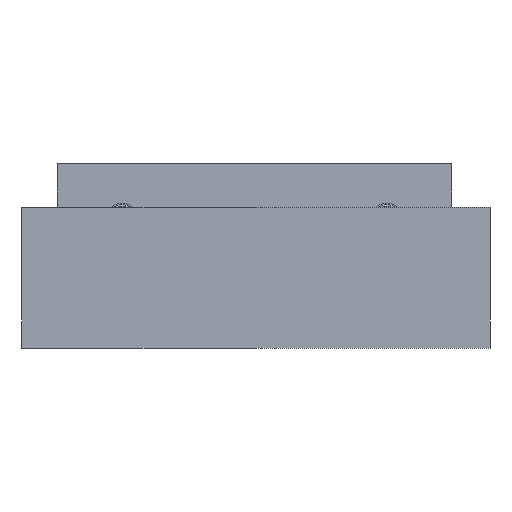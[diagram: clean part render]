
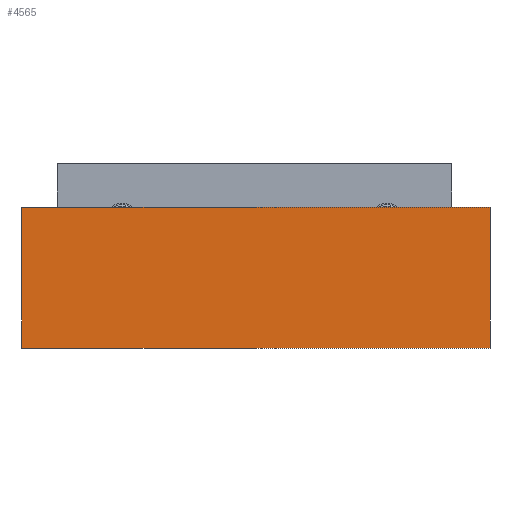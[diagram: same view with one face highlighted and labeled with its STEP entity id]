
A CAD part, front view. The second image highlights one B-rep face of the part: STEP entity #4565.
In plain terms, the highlighted planar face has unit normal (0, -1, 0).
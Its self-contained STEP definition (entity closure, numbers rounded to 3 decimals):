
#22 = ORIENTED_EDGE ( 'NONE', *, *, #4660, .T. ) ;
#297 = CARTESIAN_POINT ( 'NONE',  ( 0., 0., 0. ) ) ;
#405 = AXIS2_PLACEMENT_3D ( 'NONE', #2204, #1604, #1646 ) ;
#464 = VERTEX_POINT ( 'NONE', #4634 ) ;
#583 = DIRECTION ( 'NONE',  ( 0., 0., -1. ) ) ;
#605 = EDGE_CURVE ( 'NONE', #464, #2670, #2253, .T. ) ;
#1111 = VERTEX_POINT ( 'NONE', #4509 ) ;
#1118 = LINE ( 'NONE', #1771, #4263 ) ;
#1604 = DIRECTION ( 'NONE',  ( 0., 1., 0. ) ) ;
#1646 = DIRECTION ( 'NONE',  ( 0., 0., 1. ) ) ;
#1650 = EDGE_CURVE ( 'NONE', #1804, #1111, #1118, .T. ) ;
#1771 = CARTESIAN_POINT ( 'NONE',  ( 83., 0., 25. ) ) ;
#1804 = VERTEX_POINT ( 'NONE', #5547 ) ;
#2059 = PLANE ( 'NONE',  #405 ) ;
#2146 = EDGE_LOOP ( 'NONE', ( #22, #6468, #4596, #2694 ) ) ;
#2204 = CARTESIAN_POINT ( 'NONE',  ( 0., 0., 25. ) ) ;
#2253 = LINE ( 'NONE', #5813, #2259 ) ;
#2259 = VECTOR ( 'NONE', #583, 1000. ) ;
#2610 = DIRECTION ( 'NONE',  ( 1., 0., 0. ) ) ;
#2652 = FACE_OUTER_BOUND ( 'NONE', #2146, .T. ) ;
#2670 = VERTEX_POINT ( 'NONE', #5798 ) ;
#2694 = ORIENTED_EDGE ( 'NONE', *, *, #605, .T. ) ;
#3303 = DIRECTION ( 'NONE',  ( 1., 0., 0. ) ) ;
#3417 = DIRECTION ( 'NONE',  ( 0., 0., -1. ) ) ;
#4046 = CARTESIAN_POINT ( 'NONE',  ( 0., 0., 25. ) ) ;
#4263 = VECTOR ( 'NONE', #3417, 1000. ) ;
#4509 = CARTESIAN_POINT ( 'NONE',  ( 83., 0., 0. ) ) ;
#4565 = ADVANCED_FACE ( 'NONE', ( #2652 ), #2059, .F. ) ;
#4596 = ORIENTED_EDGE ( 'NONE', *, *, #6960, .F. ) ;
#4634 = CARTESIAN_POINT ( 'NONE',  ( 0., 0., 25. ) ) ;
#4660 = EDGE_CURVE ( 'NONE', #2670, #1111, #6094, .T. ) ;
#4855 = VECTOR ( 'NONE', #2610, 1000. ) ;
#5022 = VECTOR ( 'NONE', #3303, 1000. ) ;
#5134 = LINE ( 'NONE', #4046, #5022 ) ;
#5547 = CARTESIAN_POINT ( 'NONE',  ( 83., 0., 25. ) ) ;
#5798 = CARTESIAN_POINT ( 'NONE',  ( 0., 0., 0. ) ) ;
#5813 = CARTESIAN_POINT ( 'NONE',  ( 0., 0., 25. ) ) ;
#6094 = LINE ( 'NONE', #297, #4855 ) ;
#6468 = ORIENTED_EDGE ( 'NONE', *, *, #1650, .F. ) ;
#6960 = EDGE_CURVE ( 'NONE', #464, #1804, #5134, .T. ) ;
